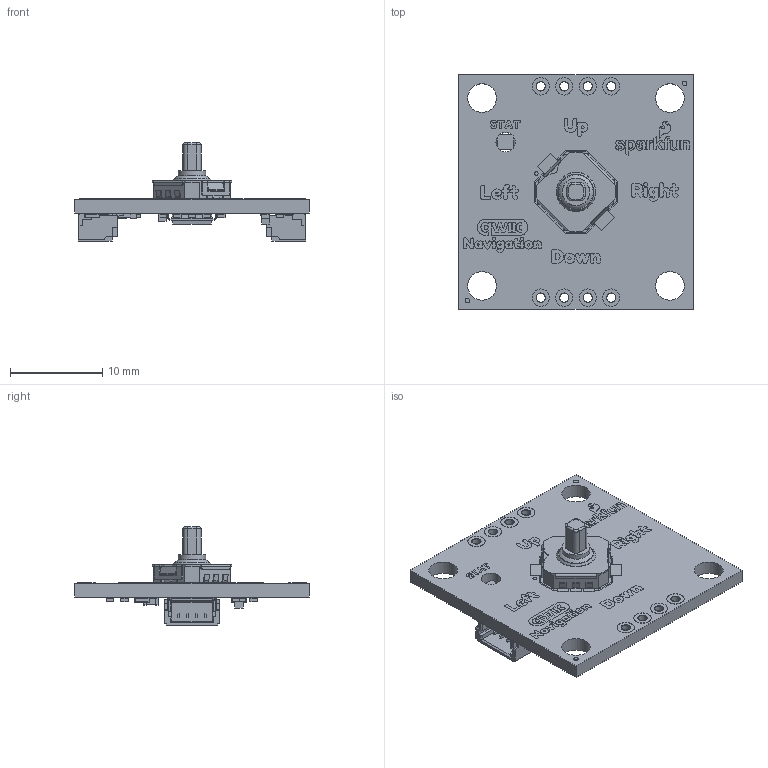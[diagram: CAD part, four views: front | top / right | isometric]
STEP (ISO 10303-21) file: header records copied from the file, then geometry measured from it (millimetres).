
FILE_DESCRIPTION(('KiCad electronic assembly'),'2;1');
FILE_NAME('SparkFun_Qwiic_Navigation_3d_model.step', '2024-12-03T01:36:03',('Pcbnew'),('Kicad'), 'Open CASCADE STEP processor 7.8','KiCad to STEP converter','Unknown' );
FILE_SCHEMA(('AUTOMOTIVE_DESIGN { 1 0 10303 214 1 1 1 1 }'));
Length unit declared in the file: millimetre
Products named in the file (12): SparkFun_Qwiic_Navigation_3d_model 1; Navigation_SMD_7.5x7.5mm; R_0603_1608Metric; Qwiic-Horizontal; C_0603_1608Metric; TSSOP-16_4.4x5mm_P0.65mm; LED_0603_1608Metric_Red; LED_1206_3216Metric_Castellated_Green; SparkFun_Qwiic_Navigation_copper; SparkFun_Qwiic_Navigation_pad; SparkFun_Qwiic_Navigation_silkscreen; SparkFun_Qwiic_Navigation_PCB
Assembly tree (26 placements, depth 2):
  SparkFun_Qwiic_Navigation_3d_model 1
    Navigation_SMD_7.5x7.5mm
    R_0603_1608Metric  x15
    Qwiic-Horizontal  x2
    C_0603_1608Metric
    TSSOP-16_4.4x5mm_P0.65mm
    LED_0603_1608Metric_Red
    LED_1206_3216Metric_Castellated_Green
    SparkFun_Qwiic_Navigation_copper
    SparkFun_Qwiic_Navigation_pad
    SparkFun_Qwiic_Navigation_silkscreen
    SparkFun_Qwiic_Navigation_PCB
Bounding box: 25.4 x 25.4 x 10.63 mm (x, y, z)
Volume: 1145.1 mm3; surface area: 2707 mm2
Topology: 156 solids, 302 shells, 2500 faces, 9670 edges, 7635 vertices
Faces by surface type: plane 1815, cylinder 648, bspline 28, torus 7, cone 1, revolution 1
Full cylindrical faces by diameter (mm): 0.5 x5, 0.65 x1, 0.7 x1, 0.95 x1, 0.966 x24, 1 x1, 1.016 x16, 1.88 x16, 2.1 x1, 3 x1, 3.1 x4
Entity records: 90373 total; most frequent: CARTESIAN_POINT 16828, DIRECTION 13259, ORIENTED_EDGE 12393, EDGE_CURVE 8074, LINE 6630, VECTOR 6630, VERTEX_POINT 6593, AXIS2_PLACEMENT_3D 3314
